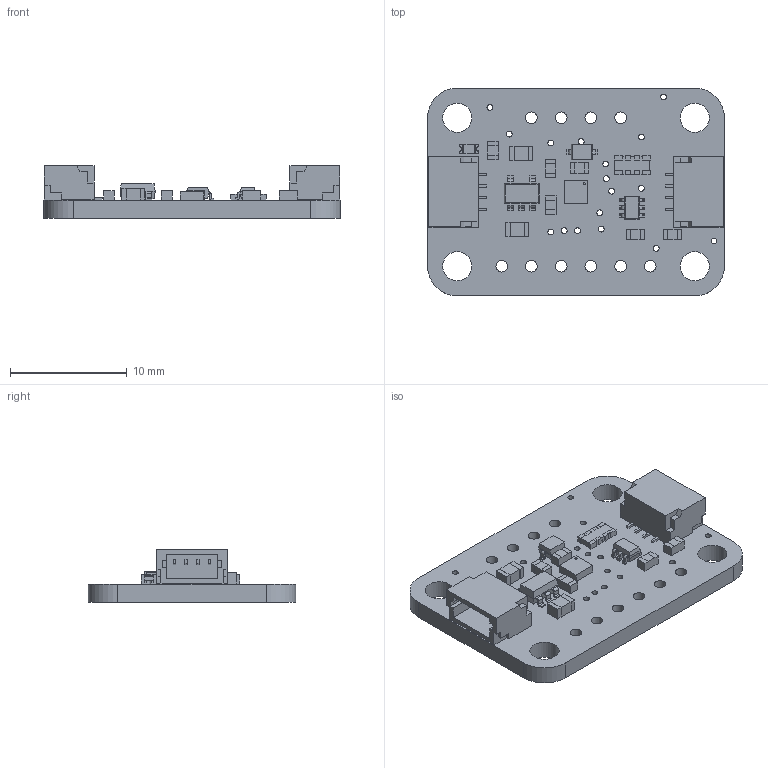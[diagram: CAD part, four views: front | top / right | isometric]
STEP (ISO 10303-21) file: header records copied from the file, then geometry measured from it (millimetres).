
FILE_DESCRIPTION(/* description */ ('','CAx-IF Rec.Pracs.---Representation and Presentation of Product Manufacturing Information (PMI)---4.0---2014-10-13'),/* implementation_level */ '2;1');
FILE_NAME(/* name */ '4479 LIS3MDL.step',/* time_stamp */ '2025-03-05T01:37:33-05:00',/* author */ (''),/* organization */ (''),/* preprocessor_version */ 'ST-DEVELOPER v20',/* originating_system */ 'Autodesk Translation Framework v13.20.0.188',/* authorisation */ '');
FILE_SCHEMA (('AP242_MANAGED_MODEL_BASED_3D_ENGINEERING_MIM_LF { 1 0 10303 442 1 1 4 }'));
Length unit declared in the file: millimetre
Products named in the file (11): PCB Component; Board; AP2112K-3.3; 10K; BSS138; GREEN; 1N4148; LIS3MDL; 10uF; 1uF; STEMMA_I2C_QT
Assembly tree (17 placements, depth 2):
  PCB Component
    Board
    10uF  x2
    AP2112K-3.3
    1uF  x6
    10K
    BSS138
    STEMMA_I2C_QT  x2
    GREEN
    1N4148
    LIS3MDL
Bounding box: 25.4 x 17.78 x 4.53 mm (x, y, z)
Volume: 766.4 mm3; surface area: 1610.9 mm2
Topology: 33 solids, 33 shells, 816 faces, 2123 edges, 1396 vertices
Faces by surface type: plane 711, cylinder 101, bspline 4
Full cylindrical faces by diameter (mm): 0.2 x1, 0.45 x1, 0.483 x3, 0.5 x22, 1 x10, 2.5 x4
Entity records: 20405 total; most frequent: CARTESIAN_POINT 3492, ORIENTED_EDGE 3326, DIRECTION 3207, EDGE_CURVE 1663, LINE 1453, VECTOR 1453, VERTEX_POINT 1090, AXIS2_PLACEMENT_3D 877
